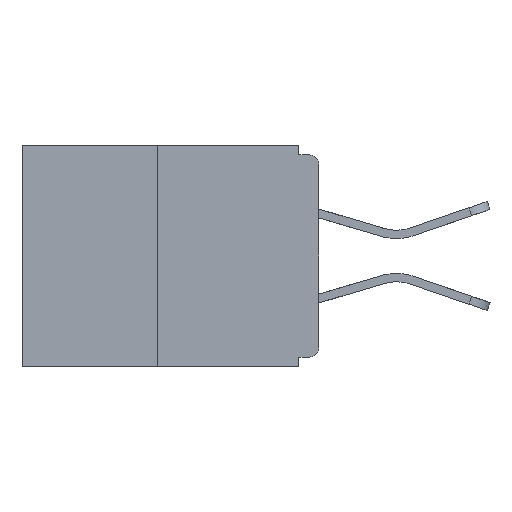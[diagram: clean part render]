
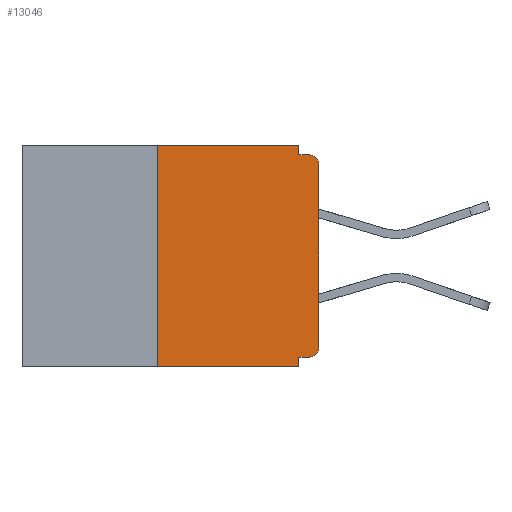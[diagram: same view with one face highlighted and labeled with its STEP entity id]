
A CAD part, left-side view. The second image highlights one B-rep face of the part: STEP entity #13046.
In plain terms, the highlighted planar face has unit normal (-1, 0, 0).
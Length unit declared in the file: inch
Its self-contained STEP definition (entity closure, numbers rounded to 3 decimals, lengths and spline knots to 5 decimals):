
#244 = AXIS2_PLACEMENT_3D ( 'NONE', #25080, #8119, #20973 ) ;
#328 = VERTEX_POINT ( 'NONE', #7397 ) ;
#399 = EDGE_CURVE ( 'NONE', #15282, #19595, #18535, .T. ) ;
#1104 = CARTESIAN_POINT ( 'NONE',  ( 0., 0.031, -0.343 ) ) ;
#1275 = ORIENTED_EDGE ( 'NONE', *, *, #26436, .F. ) ;
#1290 = VECTOR ( 'NONE', #14780, 39.37008 ) ;
#1468 = CIRCLE ( 'NONE', #14321, 0.015 ) ;
#1568 = ORIENTED_EDGE ( 'NONE', *, *, #6022, .T. ) ;
#1886 = DIRECTION ( 'NONE',  ( 0., 0., 1. ) ) ;
#1954 = DIRECTION ( 'NONE',  ( 0., 0., -1. ) ) ;
#1955 = LINE ( 'NONE', #10773, #1290 ) ;
#2312 = CARTESIAN_POINT ( 'NONE',  ( 0., 0.015, -0.03 ) ) ;
#3017 = ORIENTED_EDGE ( 'NONE', *, *, #7473, .F. ) ;
#3282 = DIRECTION ( 'NONE',  ( 0., 0., -1. ) ) ;
#3360 = DIRECTION ( 'NONE',  ( 0., -1., 0. ) ) ;
#3408 = DIRECTION ( 'NONE',  ( 0., 0., 1. ) ) ;
#3802 = CARTESIAN_POINT ( 'NONE',  ( 0., 0.46, -0.343 ) ) ;
#3974 = ORIENTED_EDGE ( 'NONE', *, *, #7756, .F. ) ;
#4808 = VECTOR ( 'NONE', #3282, 39.37008 ) ;
#6016 = CARTESIAN_POINT ( 'NONE',  ( 0., 0.031, 0. ) ) ;
#6022 = EDGE_CURVE ( 'NONE', #15695, #328, #1468, .T. ) ;
#6054 = CARTESIAN_POINT ( 'NONE',  ( 0., 0.015, -0.313 ) ) ;
#6178 = LINE ( 'NONE', #15887, #8472 ) ;
#6355 = DIRECTION ( 'NONE',  ( -1., 0., 0. ) ) ;
#6359 = PLANE ( 'NONE',  #244 ) ;
#7107 = VECTOR ( 'NONE', #23276, 39.37008 ) ;
#7138 = CARTESIAN_POINT ( 'NONE',  ( 0., 0.031, -0.328 ) ) ;
#7397 = CARTESIAN_POINT ( 'NONE',  ( 0., 0., -0.313 ) ) ;
#7473 = EDGE_CURVE ( 'NONE', #10723, #15479, #18747, .T. ) ;
#7675 = ORIENTED_EDGE ( 'NONE', *, *, #25332, .F. ) ;
#7756 = EDGE_CURVE ( 'NONE', #9857, #10723, #25592, .T. ) ;
#8119 = DIRECTION ( 'NONE',  ( 1., 0., 0. ) ) ;
#8156 = DIRECTION ( 'NONE',  ( 0., 0., -1. ) ) ;
#8179 = VECTOR ( 'NONE', #20510, 39.37008 ) ;
#8472 = VECTOR ( 'NONE', #21901, 39.37008 ) ;
#8560 = CARTESIAN_POINT ( 'NONE',  ( 0., 0.031, -0.015 ) ) ;
#9011 = VERTEX_POINT ( 'NONE', #22467 ) ;
#9081 = EDGE_CURVE ( 'NONE', #328, #13120, #10878, .T. ) ;
#9857 = VERTEX_POINT ( 'NONE', #24212 ) ;
#10209 = EDGE_CURVE ( 'NONE', #9857, #19595, #23830, .T. ) ;
#10518 = ORIENTED_EDGE ( 'NONE', *, *, #10209, .T. ) ;
#10723 = VERTEX_POINT ( 'NONE', #26303 ) ;
#10773 = CARTESIAN_POINT ( 'NONE',  ( 0., 0., -0.328 ) ) ;
#10878 = LINE ( 'NONE', #21282, #19972 ) ;
#11761 = CARTESIAN_POINT ( 'NONE',  ( 0., 0.25, 0. ) ) ;
#13046 = ADVANCED_FACE ( 'NONE', ( #23051 ), #6359, .F. ) ;
#13120 = VERTEX_POINT ( 'NONE', #23256 ) ;
#13528 = VECTOR ( 'NONE', #3408, 39.37008 ) ;
#13925 = EDGE_CURVE ( 'NONE', #13120, #9011, #25284, .T. ) ;
#14321 = AXIS2_PLACEMENT_3D ( 'NONE', #6054, #20656, #8156 ) ;
#14780 = DIRECTION ( 'NONE',  ( 0., 1., 0. ) ) ;
#15031 = ORIENTED_EDGE ( 'NONE', *, *, #399, .F. ) ;
#15282 = VERTEX_POINT ( 'NONE', #7138 ) ;
#15479 = VERTEX_POINT ( 'NONE', #6016 ) ;
#15695 = VERTEX_POINT ( 'NONE', #21523 ) ;
#15709 = CARTESIAN_POINT ( 'NONE',  ( 0., 0.46, 0. ) ) ;
#15887 = CARTESIAN_POINT ( 'NONE',  ( 0., 0., -0.015 ) ) ;
#17748 = ORIENTED_EDGE ( 'NONE', *, *, #13925, .T. ) ;
#18099 = VECTOR ( 'NONE', #3360, 39.37008 ) ;
#18475 = AXIS2_PLACEMENT_3D ( 'NONE', #2312, #6355, #1954 ) ;
#18535 = LINE ( 'NONE', #22360, #4808 ) ;
#18747 = LINE ( 'NONE', #15709, #18099 ) ;
#19162 = LINE ( 'NONE', #19256, #7107 ) ;
#19256 = CARTESIAN_POINT ( 'NONE',  ( 0., 0.031, 0. ) ) ;
#19595 = VERTEX_POINT ( 'NONE', #1104 ) ;
#19972 = VECTOR ( 'NONE', #1886, 39.37008 ) ;
#20510 = DIRECTION ( 'NONE',  ( 0., -1., 0. ) ) ;
#20656 = DIRECTION ( 'NONE',  ( -1., 0., 0. ) ) ;
#20973 = DIRECTION ( 'NONE',  ( 0., 0., -1. ) ) ;
#21282 = CARTESIAN_POINT ( 'NONE',  ( 0., 0., 0. ) ) ;
#21366 = EDGE_LOOP ( 'NONE', ( #3017, #3974, #10518, #15031, #7675, #1568, #25422, #17748, #1275, #22905 ) ) ;
#21398 = EDGE_CURVE ( 'NONE', #15479, #25383, #19162, .T. ) ;
#21523 = CARTESIAN_POINT ( 'NONE',  ( 0., 0.015, -0.328 ) ) ;
#21901 = DIRECTION ( 'NONE',  ( 0., -1., 0. ) ) ;
#22360 = CARTESIAN_POINT ( 'NONE',  ( 0., 0.031, -0.343 ) ) ;
#22467 = CARTESIAN_POINT ( 'NONE',  ( 0., 0.015, -0.015 ) ) ;
#22905 = ORIENTED_EDGE ( 'NONE', *, *, #21398, .F. ) ;
#23051 = FACE_OUTER_BOUND ( 'NONE', #21366, .T. ) ;
#23256 = CARTESIAN_POINT ( 'NONE',  ( 0., 0., -0.03 ) ) ;
#23276 = DIRECTION ( 'NONE',  ( 0., 0., -1. ) ) ;
#23830 = LINE ( 'NONE', #3802, #8179 ) ;
#24212 = CARTESIAN_POINT ( 'NONE',  ( 0., 0.25, -0.343 ) ) ;
#25080 = CARTESIAN_POINT ( 'NONE',  ( 0., 0.46, 0. ) ) ;
#25284 = CIRCLE ( 'NONE', #18475, 0.015 ) ;
#25332 = EDGE_CURVE ( 'NONE', #15695, #15282, #1955, .T. ) ;
#25383 = VERTEX_POINT ( 'NONE', #8560 ) ;
#25422 = ORIENTED_EDGE ( 'NONE', *, *, #9081, .T. ) ;
#25592 = LINE ( 'NONE', #11761, #13528 ) ;
#26303 = CARTESIAN_POINT ( 'NONE',  ( 0., 0.25, 0. ) ) ;
#26436 = EDGE_CURVE ( 'NONE', #25383, #9011, #6178, .T. ) ;
